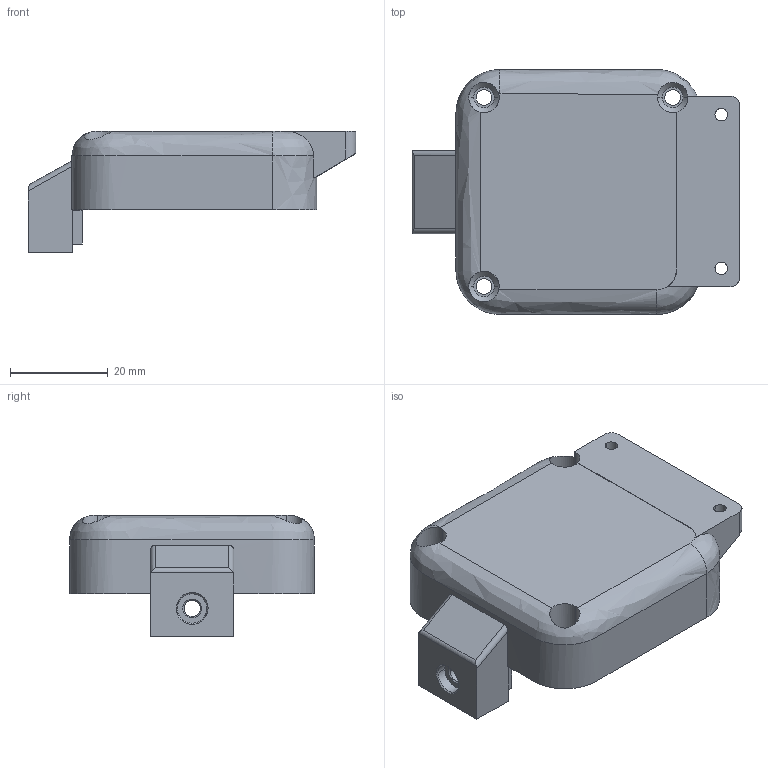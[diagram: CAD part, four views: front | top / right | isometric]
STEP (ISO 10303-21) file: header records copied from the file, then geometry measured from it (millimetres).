
FILE_DESCRIPTION(/* description */ (''),/* implementation_level */ '2;1');
FILE_NAME(/* name */ 'STE2C40',/* time_stamp */ '2025-02-05T20:51:24+08:00',/* author */ (''),/* organization */ (''),/* preprocessor_version */ 'ST-DEVELOPER v16.5',/* originating_system */ '',/* authorisation */ '');
FILE_SCHEMA (('CONFIG_CONTROL_DESIGN'));
Length unit declared in the file: millimetre
Products named in the file (1): Document
Bounding box: 66.89 x 50 x 24.74 mm (x, y, z)
Volume: 27123.3 mm3; surface area: 11291.4 mm2
Topology: 1 solids, 1 shells, 97 faces, 257 edges, 166 vertices
Faces by surface type: plane 46, cylinder 29, bspline 22
Entity records: 4073 total; most frequent: CARTESIAN_POINT 2334, ORIENTED_EDGE 514, EDGE_CURVE 257, VERTEX_POINT 166, B_SPLINE_CURVE_WITH_KNOTS 162, EDGE_LOOP 113, ADVANCED_FACE 97, FACE_OUTER_BOUND 97
